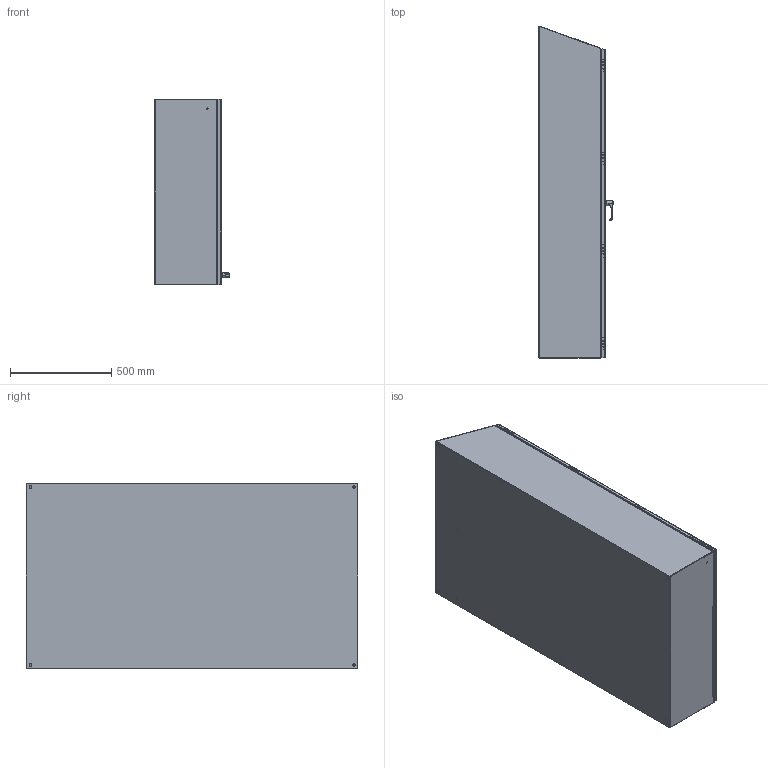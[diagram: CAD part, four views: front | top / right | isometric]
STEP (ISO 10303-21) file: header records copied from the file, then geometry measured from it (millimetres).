
FILE_DESCRIPTION (( 'STEP AP214' ), '1' );
FILE_NAME ('ST603612LG.STEP', '2019-07-10T11:21:23', ( '' ), ( '' ), 'SwSTEP 2.0', 'SolidWorks 2018', '' );
FILE_SCHEMA (( 'AUTOMOTIVE_DESIGN' ));
Length unit declared in the file: inch
Products named in the file (1): ST603612LG
Bounding box: 364.92 x 1634.09 x 914.4 mm (x, y, z)
Volume: 9314348.1 mm3; surface area: 10341338 mm2
Topology: 63 solids, 64 shells, 1717 faces, 4056 edges, 2522 vertices
Faces by surface type: plane 763, cylinder 637, bspline 222, torus 50, cone 45
Entity records: 109419 total; most frequent: CARTESIAN_POINT 48087, ORIENTED_EDGE 8038, DIRECTION 7703, EDGE_CURVE 4019, AXIS2_PLACEMENT_3D 2777, VERTEX_POINT 2522, LINE 2149, VECTOR 2149
